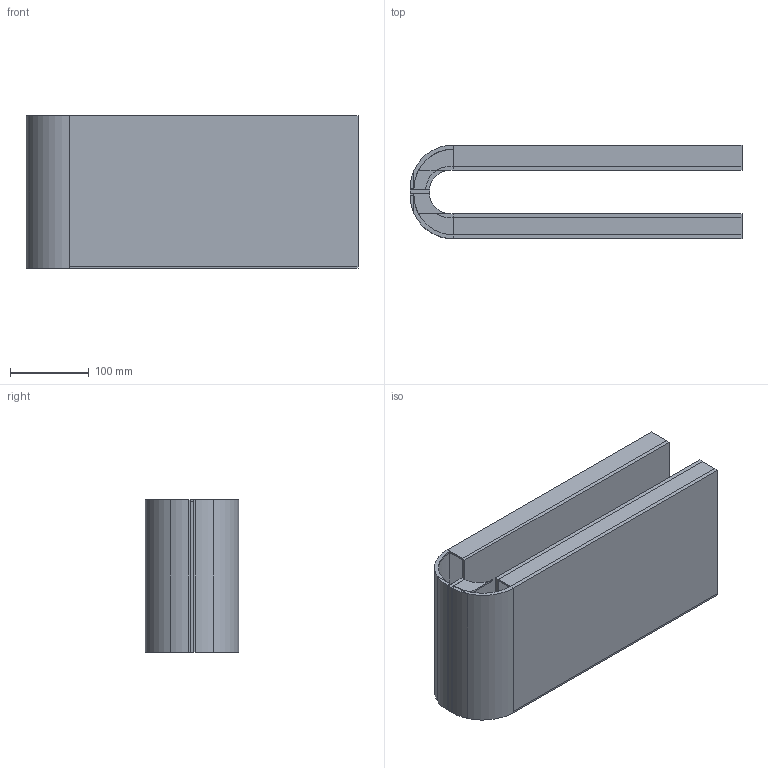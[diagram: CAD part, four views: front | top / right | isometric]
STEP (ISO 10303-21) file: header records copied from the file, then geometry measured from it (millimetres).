
FILE_DESCRIPTION(('Open CASCADE Model'),'2;1');
FILE_NAME('Open CASCADE Shape Model','2017-03-13T17:32:23',('Author'),( 'Open CASCADE'),'Open CASCADE STEP processor 6.5','Open CASCADE 6.5' ,'Unknown');
FILE_SCHEMA(('AUTOMOTIVE_DESIGN_CC2 { 1 2 10303 214 -1 1 5 4 }'));
Length unit declared in the file: millimetre
Products named in the file (24): Open CASCADE STEP translator 6.5 1; Open CASCADE STEP translator 6.5 2; Open CASCADE STEP translator 6.5 3; Open CASCADE STEP translator 6.5 4; Open CASCADE STEP translator 6.5 5; Open CASCADE STEP translator 6.5 6; Open CASCADE STEP translator 6.5 7; Open CASCADE STEP translator 6.5 8; Open CASCADE STEP translator 6.5 9; Open CASCADE STEP translator 6.5 10; Open CASCADE STEP translator 6.5 11; Open CASCADE STEP translator 6.5 12; Open CASCADE STEP translator 6.5 13; Open CASCADE STEP translator 6.5 14; Open CASCADE STEP translator 6.5 15; Open CASCADE STEP translator 6.5 16; Open CASCADE STEP translator 6.5 17; Open CASCADE STEP translator 6.5 18; Open CASCADE STEP translator 6.5 19; Open CASCADE STEP translator 6.5 20; Open CASCADE STEP translator 6.5 21; Open CASCADE STEP translator 6.5 22; Open CASCADE STEP translator 6.5 23; Open CASCADE STEP translator 6.5 24
Bounding box: 421.5 x 119 x 193.9 mm (x, y, z)
Volume: 1672417.1 mm3; surface area: 780562.2 mm2
Topology: 24 solids, 24 shells, 165 faces, 358 edges, 241 vertices
Faces by surface type: plane 146, cylinder 19
Entity records: 9034 total; most frequent: CARTESIAN_POINT 2117, DIRECTION 1002, ORIENTED_EDGE 716, PCURVE 716, DEFINITIONAL_REPRESENTATION 716, LINE 564, VECTOR 564, B_SPLINE_CURVE_WITH_KNOTS 432
